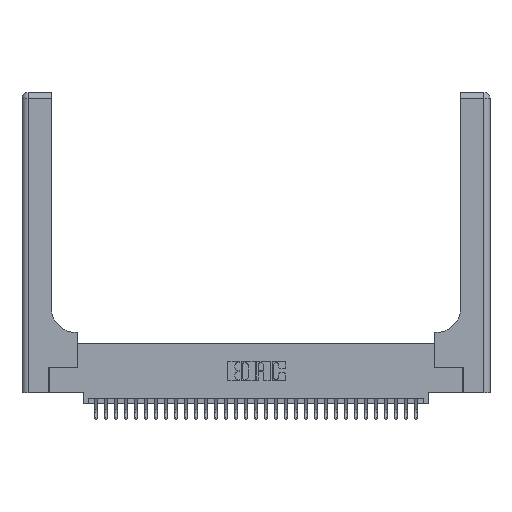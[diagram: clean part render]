
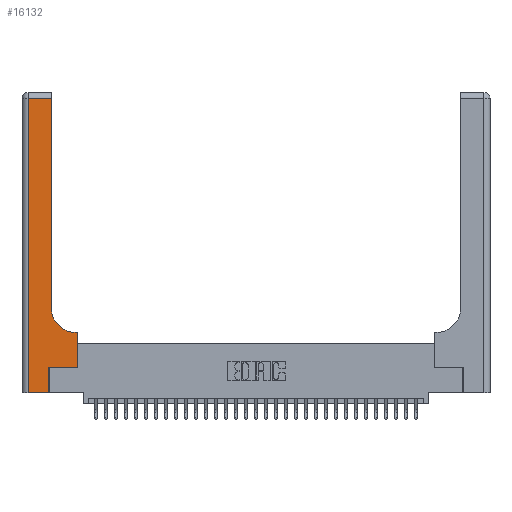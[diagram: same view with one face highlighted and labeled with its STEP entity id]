
A CAD part, top view. The second image highlights one B-rep face of the part: STEP entity #16132.
In plain terms, the highlighted planar face has unit normal (0, 0, 1).
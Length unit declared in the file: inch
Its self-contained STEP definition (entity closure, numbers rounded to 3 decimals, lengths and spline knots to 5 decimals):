
#8 = CARTESIAN_POINT ( 'NONE',  ( 0.2915, 2.94, 0.37 ) ) ;
#683 = ORIENTED_EDGE ( 'NONE', *, *, #15827, .T. ) ;
#941 = DIRECTION ( 'NONE',  ( 0., 1., 0. ) ) ;
#1395 = ORIENTED_EDGE ( 'NONE', *, *, #22095, .T. ) ;
#1800 = ORIENTED_EDGE ( 'NONE', *, *, #24595, .T. ) ;
#2189 = CARTESIAN_POINT ( 'NONE',  ( 0.269, 0.25, 0.37 ) ) ;
#4175 = VECTOR ( 'NONE', #26804, 39.37008 ) ;
#4714 = DIRECTION ( 'NONE',  ( 1., 0., 0. ) ) ;
#4849 = DIRECTION ( 'NONE',  ( 0., 1., 0. ) ) ;
#5268 = VERTEX_POINT ( 'NONE', #25102 ) ;
#5620 = AXIS2_PLACEMENT_3D ( 'NONE', #20668, #13220, #8256 ) ;
#6173 = VECTOR ( 'NONE', #941, 39.37008 ) ;
#6369 = ORIENTED_EDGE ( 'NONE', *, *, #15871, .T. ) ;
#6746 = ORIENTED_EDGE ( 'NONE', *, *, #26051, .T. ) ;
#6765 = CARTESIAN_POINT ( 'NONE',  ( 0.5585, 0.25, 0.37 ) ) ;
#6887 = AXIS2_PLACEMENT_3D ( 'NONE', #32104, #32305, #27047 ) ;
#7737 = LINE ( 'NONE', #17112, #4175 ) ;
#8256 = DIRECTION ( 'NONE',  ( -1., 0., 0. ) ) ;
#8613 = DIRECTION ( 'NONE',  ( 1., 0., 0. ) ) ;
#9067 = CARTESIAN_POINT ( 'NONE',  ( 0.2915, 0.6, 0.37 ) ) ;
#9156 = VERTEX_POINT ( 'NONE', #23753 ) ;
#9308 = EDGE_CURVE ( 'NONE', #25936, #5268, #7737, .T. ) ;
#9976 = LINE ( 'NONE', #20023, #14318 ) ;
#10176 = FACE_OUTER_BOUND ( 'NONE', #22198, .T. ) ;
#12528 = DIRECTION ( 'NONE',  ( 0., 1., 0. ) ) ;
#12811 = VECTOR ( 'NONE', #8613, 39.37008 ) ;
#12914 = LINE ( 'NONE', #26236, #6173 ) ;
#12999 = VERTEX_POINT ( 'NONE', #15300 ) ;
#13174 = LINE ( 'NONE', #30192, #15576 ) ;
#13220 = DIRECTION ( 'NONE',  ( 0., 0., -1. ) ) ;
#14318 = VECTOR ( 'NONE', #4849, 39.37008 ) ;
#14364 = CARTESIAN_POINT ( 'NONE',  ( 0., 0., 0.37 ) ) ;
#14768 = CARTESIAN_POINT ( 'NONE',  ( 0.5585, 0.6, 0.37 ) ) ;
#14983 = EDGE_CURVE ( 'NONE', #18464, #18804, #26078, .T. ) ;
#15300 = CARTESIAN_POINT ( 'NONE',  ( 0.2915, 0.85, 0.37 ) ) ;
#15409 = VECTOR ( 'NONE', #21497, 39.37008 ) ;
#15566 = ORIENTED_EDGE ( 'NONE', *, *, #30891, .T. ) ;
#15576 = VECTOR ( 'NONE', #12528, 39.37008 ) ;
#15827 = EDGE_CURVE ( 'NONE', #9156, #18718, #22455, .T. ) ;
#15871 = EDGE_CURVE ( 'NONE', #18804, #12999, #26389, .T. ) ;
#16132 = ADVANCED_FACE ( 'NONE', ( #10176 ), #18106, .F. ) ;
#17112 = CARTESIAN_POINT ( 'NONE',  ( 0., 2.94, 0.37 ) ) ;
#18106 = PLANE ( 'NONE',  #5620 ) ;
#18464 = VERTEX_POINT ( 'NONE', #14768 ) ;
#18718 = VERTEX_POINT ( 'NONE', #31378 ) ;
#18804 = VERTEX_POINT ( 'NONE', #23909 ) ;
#18920 = ORIENTED_EDGE ( 'NONE', *, *, #9308, .T. ) ;
#19536 = CARTESIAN_POINT ( 'NONE',  ( 0.269, 0.25, 0.37 ) ) ;
#20023 = CARTESIAN_POINT ( 'NONE',  ( 0.5585, 0.25, 0.37 ) ) ;
#20121 = LINE ( 'NONE', #32519, #24446 ) ;
#20668 = CARTESIAN_POINT ( 'NONE',  ( 0., 3., 0.37 ) ) ;
#21497 = DIRECTION ( 'NONE',  ( -1., 0., 0. ) ) ;
#22095 = EDGE_CURVE ( 'NONE', #5268, #9156, #20121, .T. ) ;
#22198 = EDGE_LOOP ( 'NONE', ( #1800, #18920, #1395, #683, #30447, #15566, #6746, #31452, #6369 ) ) ;
#22455 = LINE ( 'NONE', #14364, #31111 ) ;
#23753 = CARTESIAN_POINT ( 'NONE',  ( 0.06, 0., 0.37 ) ) ;
#23909 = CARTESIAN_POINT ( 'NONE',  ( 0.5415, 0.6, 0.37 ) ) ;
#24446 = VECTOR ( 'NONE', #27260, 39.37008 ) ;
#24595 = EDGE_CURVE ( 'NONE', #12999, #25936, #13174, .T. ) ;
#25102 = CARTESIAN_POINT ( 'NONE',  ( 0.06, 2.94, 0.37 ) ) ;
#25936 = VERTEX_POINT ( 'NONE', #8 ) ;
#26051 = EDGE_CURVE ( 'NONE', #30652, #18464, #9976, .T. ) ;
#26078 = LINE ( 'NONE', #9067, #15409 ) ;
#26236 = CARTESIAN_POINT ( 'NONE',  ( 0.269, 0., 0.37 ) ) ;
#26389 = CIRCLE ( 'NONE', #6887, 0.25 ) ;
#26804 = DIRECTION ( 'NONE',  ( -1., 0., 0. ) ) ;
#27047 = DIRECTION ( 'NONE',  ( 1., 0., 0. ) ) ;
#27260 = DIRECTION ( 'NONE',  ( 0., -1., 0. ) ) ;
#28550 = EDGE_CURVE ( 'NONE', #18718, #29624, #12914, .T. ) ;
#29624 = VERTEX_POINT ( 'NONE', #2189 ) ;
#30192 = CARTESIAN_POINT ( 'NONE',  ( 0.2915, 3., 0.37 ) ) ;
#30447 = ORIENTED_EDGE ( 'NONE', *, *, #28550, .T. ) ;
#30652 = VERTEX_POINT ( 'NONE', #6765 ) ;
#30891 = EDGE_CURVE ( 'NONE', #29624, #30652, #32100, .T. ) ;
#31111 = VECTOR ( 'NONE', #4714, 39.37008 ) ;
#31378 = CARTESIAN_POINT ( 'NONE',  ( 0.269, 0., 0.37 ) ) ;
#31452 = ORIENTED_EDGE ( 'NONE', *, *, #14983, .T. ) ;
#32100 = LINE ( 'NONE', #19536, #12811 ) ;
#32104 = CARTESIAN_POINT ( 'NONE',  ( 0.5415, 0.85, 0.37 ) ) ;
#32305 = DIRECTION ( 'NONE',  ( 0., 0., -1. ) ) ;
#32519 = CARTESIAN_POINT ( 'NONE',  ( 0.06, 3., 0.37 ) ) ;
